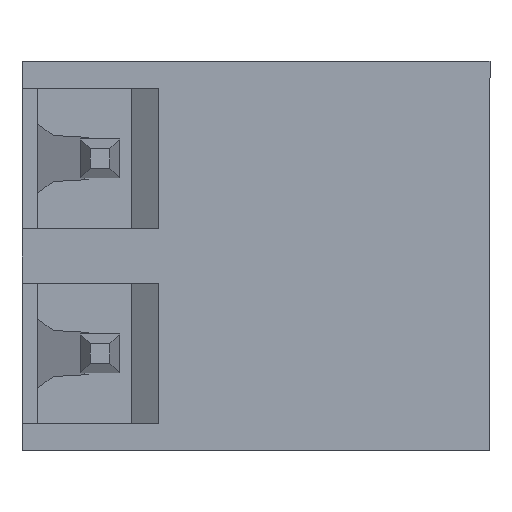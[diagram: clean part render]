
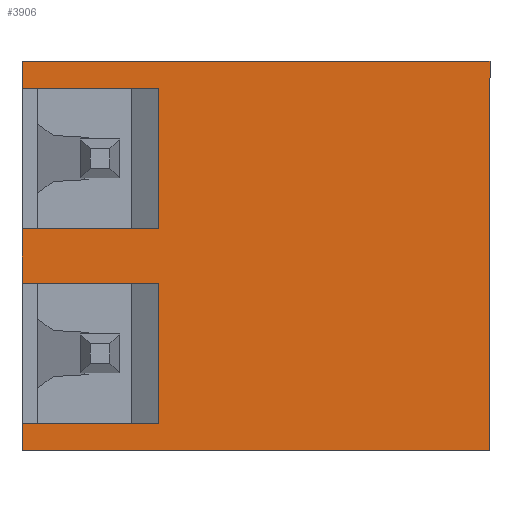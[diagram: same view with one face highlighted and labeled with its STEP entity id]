
A CAD part, front view. The second image highlights one B-rep face of the part: STEP entity #3906.
In plain terms, the highlighted planar face has unit normal (0, -1, 0).
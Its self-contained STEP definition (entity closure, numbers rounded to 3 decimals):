
#10 = CARTESIAN_POINT ( 'NONE',  ( 11., 3.75, 3.35 ) ) ;
#26 = VERTEX_POINT ( 'NONE', #3720 ) ;
#166 = VERTEX_POINT ( 'NONE', #434 ) ;
#265 = DIRECTION ( 'NONE',  ( -1., 0., 0. ) ) ;
#281 = DIRECTION ( 'NONE',  ( 1., 0., 0. ) ) ;
#375 = VECTOR ( 'NONE', #862, 1000. ) ;
#434 = CARTESIAN_POINT ( 'NONE',  ( 2.5, 3.75, -5.95 ) ) ;
#572 = LINE ( 'NONE', #2755, #4717 ) ;
#632 = LINE ( 'NONE', #2365, #4321 ) ;
#637 = VECTOR ( 'NONE', #4831, 1000. ) ;
#638 = ORIENTED_EDGE ( 'NONE', *, *, #3559, .T. ) ;
#811 = EDGE_CURVE ( 'NONE', #1207, #3421, #1934, .T. ) ;
#829 = CARTESIAN_POINT ( 'NONE',  ( 2.5, 3.75, 2.65 ) ) ;
#862 = DIRECTION ( 'NONE',  ( -1., 0., 0. ) ) ;
#865 = ORIENTED_EDGE ( 'NONE', *, *, #5523, .T. ) ;
#914 = AXIS2_PLACEMENT_3D ( 'NONE', #10, #5274, #4887 ) ;
#926 = VERTEX_POINT ( 'NONE', #2508 ) ;
#1001 = DIRECTION ( 'NONE',  ( 1., 0., 0. ) ) ;
#1034 = DIRECTION ( 'NONE',  ( 0., 0., -1. ) ) ;
#1052 = EDGE_CURVE ( 'NONE', #4273, #3279, #2305, .T. ) ;
#1072 = ORIENTED_EDGE ( 'NONE', *, *, #2585, .T. ) ;
#1155 = VECTOR ( 'NONE', #4755, 1000. ) ;
#1179 = VERTEX_POINT ( 'NONE', #829 ) ;
#1207 = VERTEX_POINT ( 'NONE', #2586 ) ;
#1237 = EDGE_LOOP ( 'NONE', ( #1709, #638, #3661, #1072, #865, #5322, #5560, #3642, #4081, #2143, #4878, #4070 ) ) ;
#1255 = VECTOR ( 'NONE', #2021, 1000. ) ;
#1307 = CARTESIAN_POINT ( 'NONE',  ( -1., 3.75, -5.95 ) ) ;
#1319 = DIRECTION ( 'NONE',  ( 0., 0., -1. ) ) ;
#1445 = VECTOR ( 'NONE', #1319, 1000. ) ;
#1623 = CARTESIAN_POINT ( 'NONE',  ( 2.5, 3.75, -5.95 ) ) ;
#1679 = EDGE_CURVE ( 'NONE', #166, #4273, #2967, .T. ) ;
#1709 = ORIENTED_EDGE ( 'NONE', *, *, #3478, .T. ) ;
#1934 = LINE ( 'NONE', #1989, #1255 ) ;
#1981 = LINE ( 'NONE', #2334, #2108 ) ;
#1989 = CARTESIAN_POINT ( 'NONE',  ( -1., 3.75, -0.95 ) ) ;
#2021 = DIRECTION ( 'NONE',  ( 0., 0., -1. ) ) ;
#2108 = VECTOR ( 'NONE', #3730, 1000. ) ;
#2143 = ORIENTED_EDGE ( 'NONE', *, *, #1679, .T. ) ;
#2305 = LINE ( 'NONE', #3933, #5024 ) ;
#2334 = CARTESIAN_POINT ( 'NONE',  ( 11., 3.75, -6.65 ) ) ;
#2365 = CARTESIAN_POINT ( 'NONE',  ( -1., 3.75, -2.35 ) ) ;
#2487 = CARTESIAN_POINT ( 'NONE',  ( 2.5, 3.75, -2.35 ) ) ;
#2499 = DIRECTION ( 'NONE',  ( -1., 0., 0. ) ) ;
#2508 = CARTESIAN_POINT ( 'NONE',  ( -1., 3.75, 2.65 ) ) ;
#2585 = EDGE_CURVE ( 'NONE', #926, #1179, #572, .T. ) ;
#2586 = CARTESIAN_POINT ( 'NONE',  ( -1., 3.75, -0.95 ) ) ;
#2635 = CARTESIAN_POINT ( 'NONE',  ( -1., 3.75, 3.35 ) ) ;
#2755 = CARTESIAN_POINT ( 'NONE',  ( -1., 3.75, 2.65 ) ) ;
#2851 = VERTEX_POINT ( 'NONE', #5195 ) ;
#2967 = LINE ( 'NONE', #1623, #3854 ) ;
#3003 = LINE ( 'NONE', #3406, #375 ) ;
#3018 = DIRECTION ( 'NONE',  ( 0., 0., -1. ) ) ;
#3079 = LINE ( 'NONE', #4775, #3383 ) ;
#3170 = LINE ( 'NONE', #4783, #1155 ) ;
#3279 = VERTEX_POINT ( 'NONE', #4768 ) ;
#3383 = VECTOR ( 'NONE', #3018, 1000. ) ;
#3406 = CARTESIAN_POINT ( 'NONE',  ( 11., 3.75, 3.35 ) ) ;
#3421 = VERTEX_POINT ( 'NONE', #5308 ) ;
#3431 = CARTESIAN_POINT ( 'NONE',  ( 2.5, 3.75, -0.95 ) ) ;
#3452 = CARTESIAN_POINT ( 'NONE',  ( 2.5, 3.75, -2.35 ) ) ;
#3456 = FACE_OUTER_BOUND ( 'NONE', #1237, .T. ) ;
#3478 = EDGE_CURVE ( 'NONE', #4234, #26, #1981, .T. ) ;
#3551 = LINE ( 'NONE', #3452, #637 ) ;
#3559 = EDGE_CURVE ( 'NONE', #26, #4159, #3003, .T. ) ;
#3642 = ORIENTED_EDGE ( 'NONE', *, *, #5050, .T. ) ;
#3661 = ORIENTED_EDGE ( 'NONE', *, *, #4167, .T. ) ;
#3720 = CARTESIAN_POINT ( 'NONE',  ( 11., 3.75, 3.35 ) ) ;
#3730 = DIRECTION ( 'NONE',  ( 0., 0., 1. ) ) ;
#3854 = VECTOR ( 'NONE', #265, 1000. ) ;
#3890 = VECTOR ( 'NONE', #2499, 1000. ) ;
#3906 = ADVANCED_FACE ( 'NONE', ( #3456 ), #5135, .T. ) ;
#3933 = CARTESIAN_POINT ( 'NONE',  ( -1., 3.75, -5.95 ) ) ;
#4007 = CARTESIAN_POINT ( 'NONE',  ( 2.5, 3.75, 2.65 ) ) ;
#4070 = ORIENTED_EDGE ( 'NONE', *, *, #5568, .F. ) ;
#4081 = ORIENTED_EDGE ( 'NONE', *, *, #4250, .T. ) ;
#4159 = VERTEX_POINT ( 'NONE', #2635 ) ;
#4167 = EDGE_CURVE ( 'NONE', #4159, #926, #3079, .T. ) ;
#4234 = VERTEX_POINT ( 'NONE', #5546 ) ;
#4250 = EDGE_CURVE ( 'NONE', #4723, #166, #3551, .T. ) ;
#4273 = VERTEX_POINT ( 'NONE', #1307 ) ;
#4321 = VECTOR ( 'NONE', #281, 1000. ) ;
#4455 = LINE ( 'NONE', #4007, #1445 ) ;
#4717 = VECTOR ( 'NONE', #1001, 1000. ) ;
#4723 = VERTEX_POINT ( 'NONE', #2487 ) ;
#4755 = DIRECTION ( 'NONE',  ( -1., 0., 0. ) ) ;
#4768 = CARTESIAN_POINT ( 'NONE',  ( -1., 3.75, -6.65 ) ) ;
#4775 = CARTESIAN_POINT ( 'NONE',  ( -1., 3.75, 4.05 ) ) ;
#4783 = CARTESIAN_POINT ( 'NONE',  ( 11., 3.75, -6.65 ) ) ;
#4831 = DIRECTION ( 'NONE',  ( 0., 0., -1. ) ) ;
#4878 = ORIENTED_EDGE ( 'NONE', *, *, #1052, .T. ) ;
#4887 = DIRECTION ( 'NONE',  ( -1., 0., 0. ) ) ;
#5024 = VECTOR ( 'NONE', #1034, 1000. ) ;
#5050 = EDGE_CURVE ( 'NONE', #3421, #4723, #632, .T. ) ;
#5135 = PLANE ( 'NONE',  #914 ) ;
#5195 = CARTESIAN_POINT ( 'NONE',  ( 2.5, 3.75, -0.95 ) ) ;
#5274 = DIRECTION ( 'NONE',  ( 0., -1., 0. ) ) ;
#5308 = CARTESIAN_POINT ( 'NONE',  ( -1., 3.75, -2.35 ) ) ;
#5322 = ORIENTED_EDGE ( 'NONE', *, *, #5428, .T. ) ;
#5428 = EDGE_CURVE ( 'NONE', #2851, #1207, #5525, .T. ) ;
#5523 = EDGE_CURVE ( 'NONE', #1179, #2851, #4455, .T. ) ;
#5525 = LINE ( 'NONE', #3431, #3890 ) ;
#5546 = CARTESIAN_POINT ( 'NONE',  ( 11., 3.75, -6.65 ) ) ;
#5560 = ORIENTED_EDGE ( 'NONE', *, *, #811, .T. ) ;
#5568 = EDGE_CURVE ( 'NONE', #4234, #3279, #3170, .T. ) ;
